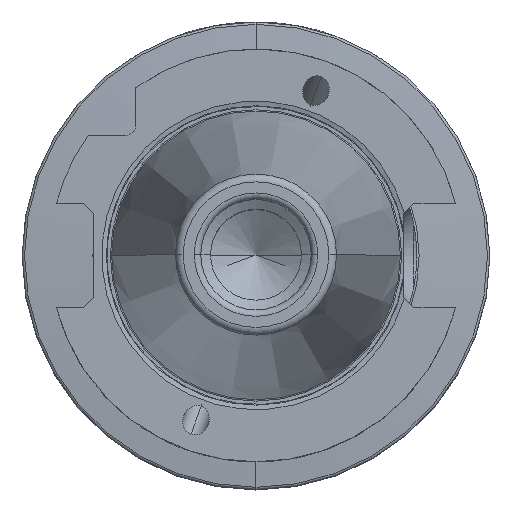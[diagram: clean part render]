
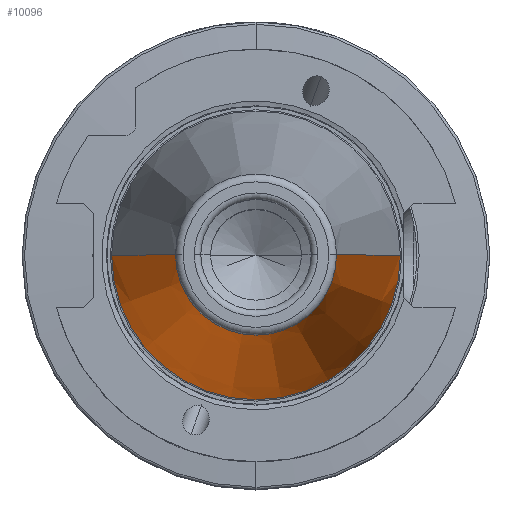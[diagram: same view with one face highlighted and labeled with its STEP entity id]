
A CAD part, top view. The second image highlights one B-rep face of the part: STEP entity #10096.
In plain terms, the highlighted conical face has half-angle 8.3 degrees and reference radius 17.311 mm.
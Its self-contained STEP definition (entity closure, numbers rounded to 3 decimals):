
#4678=CARTESIAN_POINT('',(0.,0.,0.));
#4679=DIRECTION('',(0.,0.,1.));
#4680=DIRECTION('',(-1.,0.,0.));
#4681=AXIS2_PLACEMENT_3D('',#4678,#4679,#4680);
#4694=CARTESIAN_POINT('',(0.,0.,67.373));
#4695=DIRECTION('',(0.,0.,1.));
#4696=DIRECTION('',(-1.,0.,0.));
#4697=AXIS2_PLACEMENT_3D('',#4694,#4695,#4696);
#4886=DIRECTION('',(0.144,0.,0.99));
#4887=VECTOR('',#4886,68.086);
#4888=CARTESIAN_POINT('',(-22.225,0.,0.));
#4889=LINE('',#4888,#4887);
#4901=DIRECTION('',(-0.144,0.,0.99));
#4902=VECTOR('',#4901,68.086);
#4903=CARTESIAN_POINT('',(22.225,0.,0.));
#4904=LINE('',#4903,#4902);
#6984=CARTESIAN_POINT('',(22.225,0.,0.));
#6985=VERTEX_POINT('',#6984);
#6986=CARTESIAN_POINT('',(-22.225,0.,0.));
#6987=VERTEX_POINT('',#6986);
#7153=CARTESIAN_POINT('',(-12.396,0.,67.373));
#7154=CARTESIAN_POINT('',(12.396,0.,67.373));
#7155=VERTEX_POINT('',#7153);
#7156=VERTEX_POINT('',#7154);
#10082=CARTESIAN_POINT('',(0.,0.,33.687));
#10083=DIRECTION('',(0.,0.,-1.));
#10084=DIRECTION('',(-1.,0.,0.));
#10085=AXIS2_PLACEMENT_3D('',#10082,#10083,#10084);
#10086=CONICAL_SURFACE('',#10085,17.311,8.3);
#10088=ORIENTED_EDGE('',*,*,#10087,.T.);
#10090=ORIENTED_EDGE('',*,*,#10089,.F.);
#10091=ORIENTED_EDGE('',*,*,#10077,.F.);
#10093=ORIENTED_EDGE('',*,*,#10092,.T.);
#10094=EDGE_LOOP('',(#10088,#10090,#10091,#10093));
#10095=FACE_OUTER_BOUND('',#10094,.F.);
#4682=CIRCLE('',#4681,22.225);
#4698=CIRCLE('',#4697,12.396);
#10077=EDGE_CURVE('',#6987,#6985,#4682,.T.);
#10087=EDGE_CURVE('',#7155,#7156,#4698,.T.);
#10089=EDGE_CURVE('',#6985,#7156,#4904,.T.);
#10092=EDGE_CURVE('',#6987,#7155,#4889,.T.);
#10096=ADVANCED_FACE('',(#10095),#10086,.T.);
